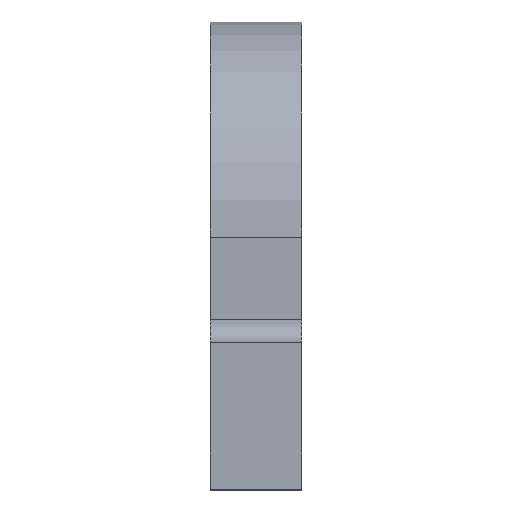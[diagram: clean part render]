
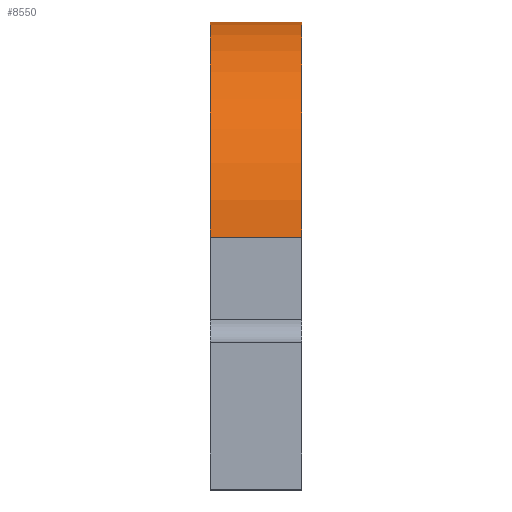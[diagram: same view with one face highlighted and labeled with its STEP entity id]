
A CAD part, top view. The second image highlights one B-rep face of the part: STEP entity #8550.
In plain terms, the highlighted cylindrical face has radius 14.922 mm (diameter 29.845 mm), a partial arc.
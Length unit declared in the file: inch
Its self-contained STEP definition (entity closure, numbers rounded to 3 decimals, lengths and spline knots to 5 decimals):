
#647 = AXIS2_PLACEMENT_3D ( 'NONE', #3792, #8490, #4458 ) ;
#1218 = CARTESIAN_POINT ( 'NONE',  ( 0.0781, 0., -0.5875 ) ) ;
#1339 = VERTEX_POINT ( 'NONE', #6328 ) ;
#1422 = VERTEX_POINT ( 'NONE', #6272 ) ;
#1510 = CARTESIAN_POINT ( 'NONE',  ( -0.1719, 0., -0.5875 ) ) ;
#1708 = ORIENTED_EDGE ( 'NONE', *, *, #7093, .T. ) ;
#1952 = FACE_OUTER_BOUND ( 'NONE', #6986, .T. ) ;
#2284 = EDGE_CURVE ( 'NONE', #1422, #6695, #7612, .T. ) ;
#2563 = CARTESIAN_POINT ( 'NONE',  ( 0.0781, 0., 0. ) ) ;
#2629 = LINE ( 'NONE', #7031, #6011 ) ;
#2928 = CIRCLE ( 'NONE', #647, 0.5875 ) ;
#3005 = DIRECTION ( 'NONE',  ( 1., 0., 0. ) ) ;
#3132 = ORIENTED_EDGE ( 'NONE', *, *, #2284, .F. ) ;
#3242 = ORIENTED_EDGE ( 'NONE', *, *, #3695, .T. ) ;
#3270 = DIRECTION ( 'NONE',  ( 0., 0., -1. ) ) ;
#3348 = CYLINDRICAL_SURFACE ( 'NONE', #8560, 0.5875 ) ;
#3695 = EDGE_CURVE ( 'NONE', #4190, #1339, #2629, .T. ) ;
#3792 = CARTESIAN_POINT ( 'NONE',  ( -0.1719, 0., 0. ) ) ;
#3941 = CARTESIAN_POINT ( 'NONE',  ( -0.1719, 0., 0. ) ) ;
#3974 = ORIENTED_EDGE ( 'NONE', *, *, #6683, .F. ) ;
#4190 = VERTEX_POINT ( 'NONE', #5564 ) ;
#4458 = DIRECTION ( 'NONE',  ( 0., 0., -1. ) ) ;
#4822 = CIRCLE ( 'NONE', #7301, 0.5875 ) ;
#5304 = DIRECTION ( 'NONE',  ( 0., 0., -1. ) ) ;
#5564 = CARTESIAN_POINT ( 'NONE',  ( -0.1719, 0., 0.5875 ) ) ;
#6011 = VECTOR ( 'NONE', #3005, 39.37008 ) ;
#6272 = CARTESIAN_POINT ( 'NONE',  ( -0.1719, 0., -0.5875 ) ) ;
#6328 = CARTESIAN_POINT ( 'NONE',  ( 0.0781, 0., 0.5875 ) ) ;
#6683 = EDGE_CURVE ( 'NONE', #6695, #1339, #4822, .T. ) ;
#6695 = VERTEX_POINT ( 'NONE', #1218 ) ;
#6902 = DIRECTION ( 'NONE',  ( 1., 0., 0. ) ) ;
#6986 = EDGE_LOOP ( 'NONE', ( #3974, #3132, #1708, #3242 ) ) ;
#7031 = CARTESIAN_POINT ( 'NONE',  ( -0.1719, 0., 0.5875 ) ) ;
#7093 = EDGE_CURVE ( 'NONE', #1422, #4190, #2928, .T. ) ;
#7193 = VECTOR ( 'NONE', #6902, 39.37008 ) ;
#7290 = DIRECTION ( 'NONE',  ( 1., 0., 0. ) ) ;
#7301 = AXIS2_PLACEMENT_3D ( 'NONE', #2563, #7290, #3270 ) ;
#7318 = DIRECTION ( 'NONE',  ( 1., 0., 0. ) ) ;
#7612 = LINE ( 'NONE', #1510, #7193 ) ;
#8490 = DIRECTION ( 'NONE',  ( 1., 0., 0. ) ) ;
#8550 = ADVANCED_FACE ( 'NONE', ( #1952 ), #3348, .T. ) ;
#8560 = AXIS2_PLACEMENT_3D ( 'NONE', #3941, #7318, #5304 ) ;
